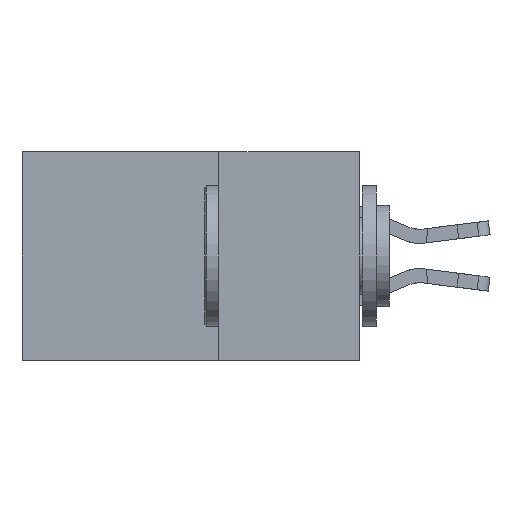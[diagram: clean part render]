
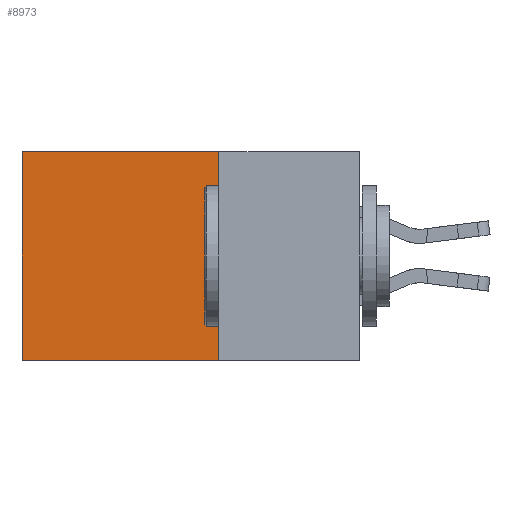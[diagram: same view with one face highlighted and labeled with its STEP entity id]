
A CAD part, left-side view. The second image highlights one B-rep face of the part: STEP entity #8973.
In plain terms, the highlighted planar face has unit normal (-1, 0, 0).
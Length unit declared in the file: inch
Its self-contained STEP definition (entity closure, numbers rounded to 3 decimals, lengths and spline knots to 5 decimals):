
#31 = VERTEX_POINT ( 'NONE', #6701 ) ;
#94 = ORIENTED_EDGE ( 'NONE', *, *, #13948, .F. ) ;
#397 = CARTESIAN_POINT ( 'NONE',  ( 0.2875, 0.25, 0. ) ) ;
#637 = DIRECTION ( 'NONE',  ( 1., 0., 0. ) ) ;
#675 = ORIENTED_EDGE ( 'NONE', *, *, #9276, .T. ) ;
#830 = LINE ( 'NONE', #397, #16823 ) ;
#963 = AXIS2_PLACEMENT_3D ( 'NONE', #7185, #637, #18347 ) ;
#1069 = DIRECTION ( 'NONE',  ( 0., 1., 0. ) ) ;
#1789 = CARTESIAN_POINT ( 'NONE',  ( 0.2875, 0.6, 0. ) ) ;
#2094 = VERTEX_POINT ( 'NONE', #14536 ) ;
#2754 = DIRECTION ( 'NONE',  ( 0., 1., 0. ) ) ;
#3423 = DIRECTION ( 'NONE',  ( 0., 0., -1. ) ) ;
#3500 = VECTOR ( 'NONE', #2754, 39.37008 ) ;
#4805 = ORIENTED_EDGE ( 'NONE', *, *, #10780, .F. ) ;
#5369 = CARTESIAN_POINT ( 'NONE',  ( 0.2875, 0.6, 0. ) ) ;
#5783 = FACE_OUTER_BOUND ( 'NONE', #9153, .T. ) ;
#5879 = CARTESIAN_POINT ( 'NONE',  ( 0.2875, 0.6, -0.37 ) ) ;
#6701 = CARTESIAN_POINT ( 'NONE',  ( 0.2875, 0.25, -0.37 ) ) ;
#7185 = CARTESIAN_POINT ( 'NONE',  ( 0.2875, 0.25, 0. ) ) ;
#7604 = EDGE_CURVE ( 'NONE', #18891, #19144, #11923, .T. ) ;
#8621 = DIRECTION ( 'NONE',  ( 0., 0., -1. ) ) ;
#8702 = CARTESIAN_POINT ( 'NONE',  ( 0.2875, 0.25, -0.37 ) ) ;
#8783 = PLANE ( 'NONE',  #963 ) ;
#8973 = ADVANCED_FACE ( 'NONE', ( #5783 ), #8783, .F. ) ;
#9153 = EDGE_LOOP ( 'NONE', ( #12253, #4805, #94, #675 ) ) ;
#9276 = EDGE_CURVE ( 'NONE', #2094, #18891, #18414, .T. ) ;
#9313 = VECTOR ( 'NONE', #1069, 39.37008 ) ;
#10640 = VECTOR ( 'NONE', #3423, 39.37008 ) ;
#10780 = EDGE_CURVE ( 'NONE', #31, #19144, #13873, .T. ) ;
#11923 = LINE ( 'NONE', #1789, #10640 ) ;
#12253 = ORIENTED_EDGE ( 'NONE', *, *, #7604, .T. ) ;
#13873 = LINE ( 'NONE', #8702, #3500 ) ;
#13948 = EDGE_CURVE ( 'NONE', #2094, #31, #830, .T. ) ;
#14536 = CARTESIAN_POINT ( 'NONE',  ( 0.2875, 0.25, 0. ) ) ;
#16823 = VECTOR ( 'NONE', #8621, 39.37008 ) ;
#18347 = DIRECTION ( 'NONE',  ( 0., 0., -1. ) ) ;
#18414 = LINE ( 'NONE', #20462, #9313 ) ;
#18891 = VERTEX_POINT ( 'NONE', #5369 ) ;
#19144 = VERTEX_POINT ( 'NONE', #5879 ) ;
#20462 = CARTESIAN_POINT ( 'NONE',  ( 0.2875, 0.25, 0. ) ) ;
